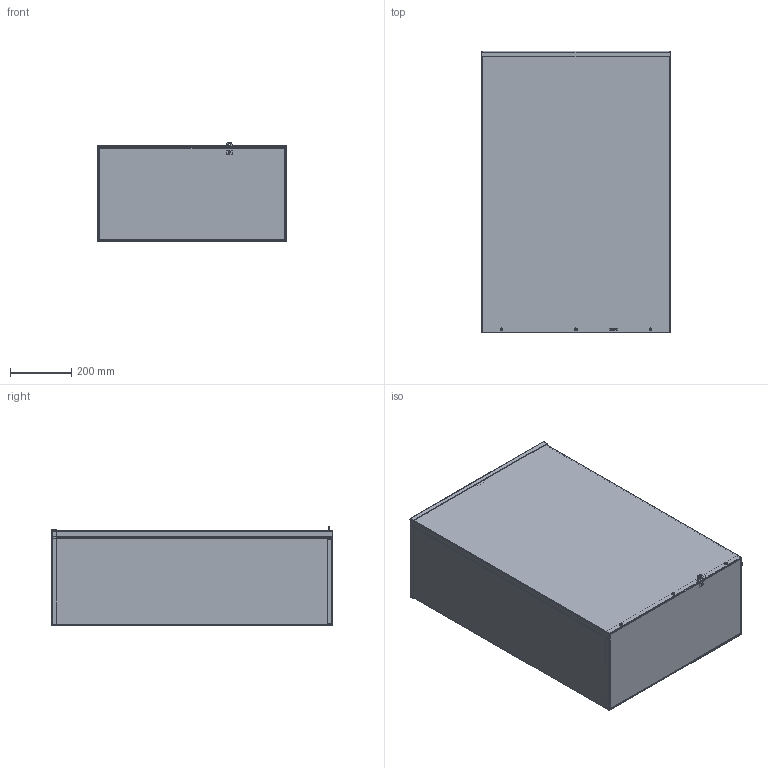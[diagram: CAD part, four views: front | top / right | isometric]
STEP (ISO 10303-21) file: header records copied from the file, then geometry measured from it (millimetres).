
FILE_DESCRIPTION(/* description */ ('RSC, NEMA 3R, GALV, BKPA, 24X36X12'),/* implementation_level */ '2;1');
FILE_NAME(/* name */ 'RSC243612G.stp',/* time_stamp */ '2015-05-25T22:19:47+06:00',/* author */ ('vdas'),/* organization */ (''),/* preprocessor_version */ 'ST-DEVELOPER v15.2',/* originating_system */ 'Autodesk Inventor 2014',/* authorisation */ '');
FILE_SCHEMA (('AUTOMOTIVE_DESIGN { 1 0 10303 214 3 1 1 }'));
Length unit declared in the file: inch
Products named in the file (9): RSC243612GBKPA; RSC2412GEWPA-12GA; RSC2436GLFA; RSC2412GCPA-12GA; 3183; 31823; 37214; 36915-12GA; RSC243612G
Bounding box: 619.12 x 917.76 x 326.21 mm (x, y, z)
Volume: 5086088.8 mm3; surface area: 4304374.4 mm2
Topology: 10 solids, 10 shells, 353 faces, 821 edges, 492 vertices
Faces by surface type: plane 214, cylinder 62, cone 35, bspline 25, torus 10, sphere 7
Full cylindrical faces by diameter (mm): 3.175 x2, 3.454 x2, 4.343 x4, 4.826 x3, 6.655 x1, 7.144 x4, 7.938 x6, 9.525 x1
Entity records: 7992 total; most frequent: CARTESIAN_POINT 1817, DIRECTION 1196, ORIENTED_EDGE 1138, EDGE_CURVE 569, AXIS2_PLACEMENT_3D 415, LINE 366, VECTOR 366, EDGE_LOOP 347
